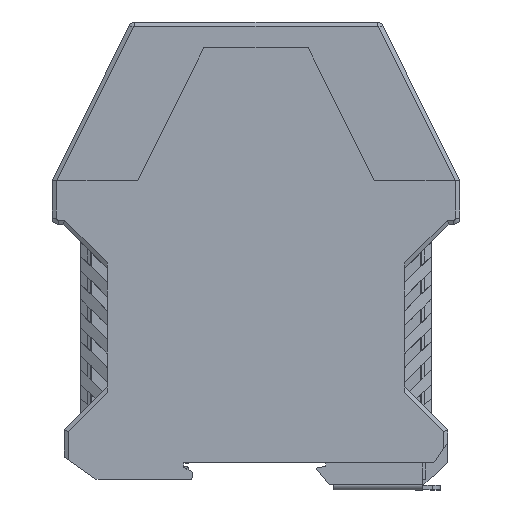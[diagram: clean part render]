
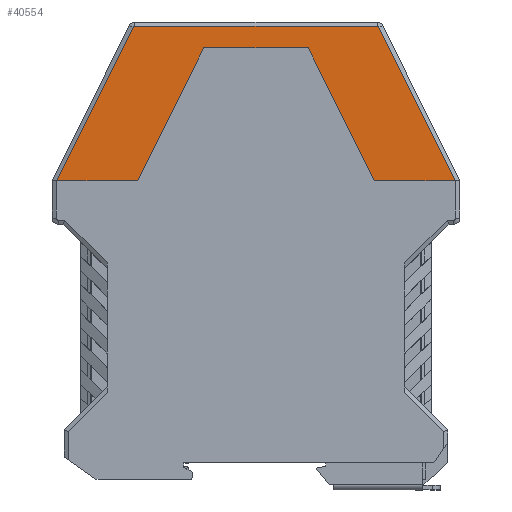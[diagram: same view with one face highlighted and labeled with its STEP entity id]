
A CAD part, left-side view. The second image highlights one B-rep face of the part: STEP entity #40554.
In plain terms, the highlighted planar face has unit normal (-1, 0, 0).
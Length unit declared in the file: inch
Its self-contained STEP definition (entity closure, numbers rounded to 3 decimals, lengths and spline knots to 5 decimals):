
#412 = DIRECTION ( 'NONE',  ( 1., 0., 0. ) ) ;
#505 = VERTEX_POINT ( 'NONE', #46792 ) ;
#523 = CIRCLE ( 'NONE', #38294, 0.01969 ) ;
#719 = CARTESIAN_POINT ( 'NONE',  ( 0.84055, 1.13442, 5.63577 ) ) ;
#2147 = DIRECTION ( 'NONE',  ( 0., -1., 0. ) ) ;
#2827 = VERTEX_POINT ( 'NONE', #19332 ) ;
#3790 = CARTESIAN_POINT ( 'NONE',  ( 0.84055, 0.1993, 2.20976 ) ) ;
#6576 = VECTOR ( 'NONE', #51338, 39.37008 ) ;
#7273 = LINE ( 'NONE', #39552, #46422 ) ;
#8308 = LINE ( 'NONE', #23753, #54129 ) ;
#8544 = CARTESIAN_POINT ( 'NONE',  ( 0.84055, 4.21323, 4.1703 ) ) ;
#9511 = CARTESIAN_POINT ( 'NONE',  ( 0.84055, 1.13442, 5.63577 ) ) ;
#11378 = VECTOR ( 'NONE', #23129, 39.37008 ) ;
#11799 = VERTEX_POINT ( 'NONE', #35693 ) ;
#11964 = ORIENTED_EDGE ( 'NONE', *, *, #15717, .T. ) ;
#12102 = LINE ( 'NONE', #58627, #25375 ) ;
#13324 = VERTEX_POINT ( 'NONE', #719 ) ;
#13637 = VERTEX_POINT ( 'NONE', #53830 ) ;
#13733 = VECTOR ( 'NONE', #39844, 39.37008 ) ;
#14721 = EDGE_CURVE ( 'NONE', #57121, #38640, #55701, .T. ) ;
#15717 = EDGE_CURVE ( 'NONE', #38640, #13637, #7273, .T. ) ;
#15773 = DIRECTION ( 'NONE',  ( 0., 1., 0. ) ) ;
#17006 = LINE ( 'NONE', #3790, #6576 ) ;
#17873 = FACE_OUTER_BOUND ( 'NONE', #58099, .T. ) ;
#17903 = DIRECTION ( 'NONE',  ( 1., 0., 0. ) ) ;
#18432 = ORIENTED_EDGE ( 'NONE', *, *, #40431, .T. ) ;
#18627 = CARTESIAN_POINT ( 'NONE',  ( 0.84055, 3.4824, 5.63577 ) ) ;
#18925 = PLANE ( 'NONE',  #47114 ) ;
#19332 = CARTESIAN_POINT ( 'NONE',  ( 0.84055, 1.17652, 4.1703 ) ) ;
#20230 = VECTOR ( 'NONE', #54610, 39.37008 ) ;
#20966 = ORIENTED_EDGE ( 'NONE', *, *, #46402, .T. ) ;
#22509 = EDGE_CURVE ( 'NONE', #11799, #24787, #25508, .T. ) ;
#22846 = ORIENTED_EDGE ( 'NONE', *, *, #34316, .F. ) ;
#23129 = DIRECTION ( 'NONE',  ( 0., -0.446, -0.895 ) ) ;
#23258 = DIRECTION ( 'NONE',  ( 1., 0., 0. ) ) ;
#23753 = CARTESIAN_POINT ( 'NONE',  ( 0.84055, 0.62928, 4.1703 ) ) ;
#23870 = ORIENTED_EDGE ( 'NONE', *, *, #60620, .F. ) ;
#24787 = VERTEX_POINT ( 'NONE', #56937 ) ;
#25375 = VECTOR ( 'NONE', #34802, 39.37008 ) ;
#25508 = LINE ( 'NONE', #49977, #13733 ) ;
#27852 = ORIENTED_EDGE ( 'NONE', *, *, #56145, .F. ) ;
#33092 = CARTESIAN_POINT ( 'NONE',  ( 0.84055, 3.46478, 5.62699 ) ) ;
#33921 = EDGE_CURVE ( 'NONE', #57121, #37355, #49425, .T. ) ;
#34316 = EDGE_CURVE ( 'NONE', #24787, #13324, #49357, .T. ) ;
#34459 = CARTESIAN_POINT ( 'NONE',  ( 0.84055, 2.30841, 4.1703 ) ) ;
#34802 = DIRECTION ( 'NONE',  ( 0., -0.446, 0.895 ) ) ;
#34947 = VERTEX_POINT ( 'NONE', #18627 ) ;
#35693 = CARTESIAN_POINT ( 'NONE',  ( 0.84055, 3.46478, 5.64667 ) ) ;
#35972 = CARTESIAN_POINT ( 'NONE',  ( 0.84055, 3.4403, 4.1703 ) ) ;
#36816 = VECTOR ( 'NONE', #15773, 39.37008 ) ;
#37355 = VERTEX_POINT ( 'NONE', #8544 ) ;
#38130 = DIRECTION ( 'NONE',  ( 0., -1., 0. ) ) ;
#38294 = AXIS2_PLACEMENT_3D ( 'NONE', #33092, #412, #47161 ) ;
#38640 = VERTEX_POINT ( 'NONE', #45753 ) ;
#39552 = CARTESIAN_POINT ( 'NONE',  ( 0.84055, 2.30841, 5.43801 ) ) ;
#39844 = DIRECTION ( 'NONE',  ( 0., -1., 0. ) ) ;
#40431 = EDGE_CURVE ( 'NONE', #2827, #505, #8308, .T. ) ;
#40554 = ADVANCED_FACE ( 'NONE', ( #17873 ), #18925, .F. ) ;
#44681 = AXIS2_PLACEMENT_3D ( 'NONE', #46136, #17903, #55681 ) ;
#45753 = CARTESIAN_POINT ( 'NONE',  ( 0.84055, 2.80841, 5.43801 ) ) ;
#46136 = CARTESIAN_POINT ( 'NONE',  ( 0.84055, 1.15204, 5.62699 ) ) ;
#46402 = EDGE_CURVE ( 'NONE', #13637, #2827, #17006, .T. ) ;
#46422 = VECTOR ( 'NONE', #2147, 39.37008 ) ;
#46580 = CARTESIAN_POINT ( 'NONE',  ( 0.84055, 1.13871, 5.55978 ) ) ;
#46792 = CARTESIAN_POINT ( 'NONE',  ( 0.84055, 0.40358, 4.1703 ) ) ;
#46914 = ORIENTED_EDGE ( 'NONE', *, *, #22509, .F. ) ;
#47114 = AXIS2_PLACEMENT_3D ( 'NONE', #46580, #23258, #52002 ) ;
#47161 = DIRECTION ( 'NONE',  ( 0., 1., 0. ) ) ;
#47511 = ORIENTED_EDGE ( 'NONE', *, *, #33921, .F. ) ;
#49014 = CARTESIAN_POINT ( 'NONE',  ( 0.84055, 4.41752, 2.20976 ) ) ;
#49357 = CIRCLE ( 'NONE', #44681, 0.01969 ) ;
#49425 = LINE ( 'NONE', #34459, #36816 ) ;
#49977 = CARTESIAN_POINT ( 'NONE',  ( 0.84055, 1.13871, 5.64667 ) ) ;
#51338 = DIRECTION ( 'NONE',  ( 0., -0.446, -0.895 ) ) ;
#52002 = DIRECTION ( 'NONE',  ( 0., 1., 0. ) ) ;
#52062 = LINE ( 'NONE', #9511, #11378 ) ;
#52914 = ORIENTED_EDGE ( 'NONE', *, *, #14721, .T. ) ;
#53830 = CARTESIAN_POINT ( 'NONE',  ( 0.84055, 1.80841, 5.43801 ) ) ;
#54129 = VECTOR ( 'NONE', #38130, 39.37008 ) ;
#54610 = DIRECTION ( 'NONE',  ( 0., -0.446, 0.895 ) ) ;
#54761 = ORIENTED_EDGE ( 'NONE', *, *, #56339, .F. ) ;
#55681 = DIRECTION ( 'NONE',  ( 0., 1., 0. ) ) ;
#55701 = LINE ( 'NONE', #49014, #20230 ) ;
#56145 = EDGE_CURVE ( 'NONE', #13324, #505, #52062, .T. ) ;
#56339 = EDGE_CURVE ( 'NONE', #37355, #34947, #12102, .T. ) ;
#56937 = CARTESIAN_POINT ( 'NONE',  ( 0.84055, 1.15204, 5.64667 ) ) ;
#57121 = VERTEX_POINT ( 'NONE', #35972 ) ;
#58099 = EDGE_LOOP ( 'NONE', ( #47511, #52914, #11964, #20966, #18432, #27852, #22846, #46914, #23870, #54761 ) ) ;
#58627 = CARTESIAN_POINT ( 'NONE',  ( 0.84055, 4.21323, 4.1703 ) ) ;
#60620 = EDGE_CURVE ( 'NONE', #34947, #11799, #523, .T. ) ;
